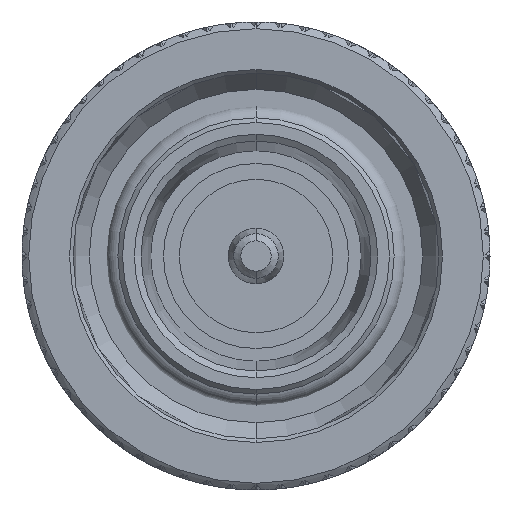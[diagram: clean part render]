
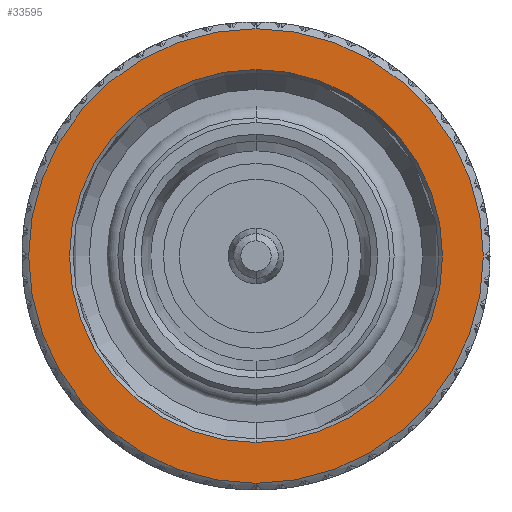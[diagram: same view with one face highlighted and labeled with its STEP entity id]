
A CAD part, left-side view. The second image highlights one B-rep face of the part: STEP entity #33595.
In plain terms, the highlighted planar face has unit normal (-1, 0, 0).
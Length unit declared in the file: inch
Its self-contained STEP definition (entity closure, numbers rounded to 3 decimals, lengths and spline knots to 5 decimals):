
#3704 = AXIS2_PLACEMENT_3D ( 'NONE', #148923, #85889, #22836 ) ;
#10247 = DIRECTION ( 'NONE',  ( 0., 0., -1. ) ) ;
#22836 = DIRECTION ( 'NONE',  ( 0., 0., -1. ) ) ;
#23328 = CIRCLE ( 'NONE', #147888, 0.48596 ) ;
#32574 = DIRECTION ( 'NONE',  ( 0., 0., -1. ) ) ;
#33595 = ADVANCED_FACE ( 'NONE', ( #146732, #57957 ), #110215, .T. ) ;
#33956 = DIRECTION ( 'NONE',  ( -1., 0., 0. ) ) ;
#36735 = EDGE_CURVE ( 'NONE', #148223, #139675, #23328, .T. ) ;
#39069 = AXIS2_PLACEMENT_3D ( 'NONE', #97771, #33956, #134302 ) ;
#39827 = AXIS2_PLACEMENT_3D ( 'NONE', #118871, #55755, #32574 ) ;
#43708 = ORIENTED_EDGE ( 'NONE', *, *, #87716, .T. ) ;
#53732 = CARTESIAN_POINT ( 'NONE',  ( 0., 0., -0.48596 ) ) ;
#55755 = DIRECTION ( 'NONE',  ( 1., 0., 0. ) ) ;
#57957 = FACE_OUTER_BOUND ( 'NONE', #153294, .T. ) ;
#67667 = CARTESIAN_POINT ( 'NONE',  ( 0., 0., 0. ) ) ;
#68491 = DIRECTION ( 'NONE',  ( 0., 0., -1. ) ) ;
#71301 = CARTESIAN_POINT ( 'NONE',  ( 0., 0., -0.39871 ) ) ;
#85889 = DIRECTION ( 'NONE',  ( 1., 0., 0. ) ) ;
#87716 = EDGE_CURVE ( 'NONE', #163470, #158636, #154730, .T. ) ;
#97771 = CARTESIAN_POINT ( 'NONE',  ( 0., 0.48596, 0. ) ) ;
#104790 = EDGE_LOOP ( 'NONE', ( #43708, #126522 ) ) ;
#110215 = PLANE ( 'NONE',  #39069 ) ;
#111705 = CIRCLE ( 'NONE', #39827, 0.39871 ) ;
#112306 = DIRECTION ( 'NONE',  ( 1., 0., 0. ) ) ;
#112460 = EDGE_CURVE ( 'NONE', #139675, #148223, #118266, .T. ) ;
#118266 = CIRCLE ( 'NONE', #147367, 0.48596 ) ;
#118871 = CARTESIAN_POINT ( 'NONE',  ( 0., 0., 0. ) ) ;
#122121 = ORIENTED_EDGE ( 'NONE', *, *, #36735, .F. ) ;
#123951 = CARTESIAN_POINT ( 'NONE',  ( 0., 0., 0. ) ) ;
#126522 = ORIENTED_EDGE ( 'NONE', *, *, #158236, .T. ) ;
#134302 = DIRECTION ( 'NONE',  ( 0., 0., 1. ) ) ;
#139675 = VERTEX_POINT ( 'NONE', #145653 ) ;
#143187 = DIRECTION ( 'NONE',  ( 1., 0., 0. ) ) ;
#145653 = CARTESIAN_POINT ( 'NONE',  ( 0., 0., 0.48596 ) ) ;
#146732 = FACE_BOUND ( 'NONE', #104790, .T. ) ;
#147367 = AXIS2_PLACEMENT_3D ( 'NONE', #67667, #143187, #68491 ) ;
#147888 = AXIS2_PLACEMENT_3D ( 'NONE', #123951, #112306, #10247 ) ;
#148223 = VERTEX_POINT ( 'NONE', #53732 ) ;
#148554 = ORIENTED_EDGE ( 'NONE', *, *, #112460, .F. ) ;
#148923 = CARTESIAN_POINT ( 'NONE',  ( 0., 0., 0. ) ) ;
#150997 = CARTESIAN_POINT ( 'NONE',  ( 0., 0., 0.39871 ) ) ;
#153294 = EDGE_LOOP ( 'NONE', ( #122121, #148554 ) ) ;
#154730 = CIRCLE ( 'NONE', #3704, 0.39871 ) ;
#158236 = EDGE_CURVE ( 'NONE', #158636, #163470, #111705, .T. ) ;
#158636 = VERTEX_POINT ( 'NONE', #71301 ) ;
#163470 = VERTEX_POINT ( 'NONE', #150997 ) ;
